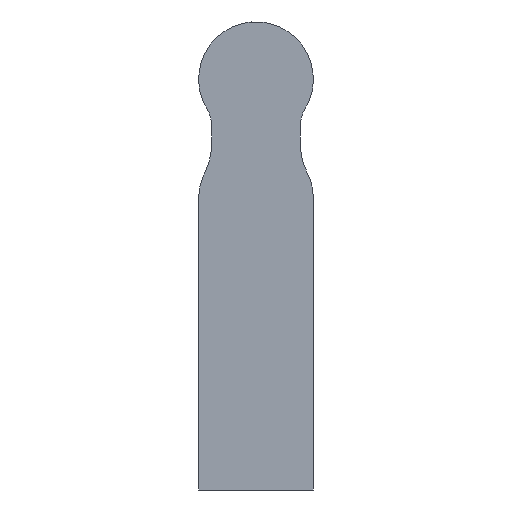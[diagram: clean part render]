
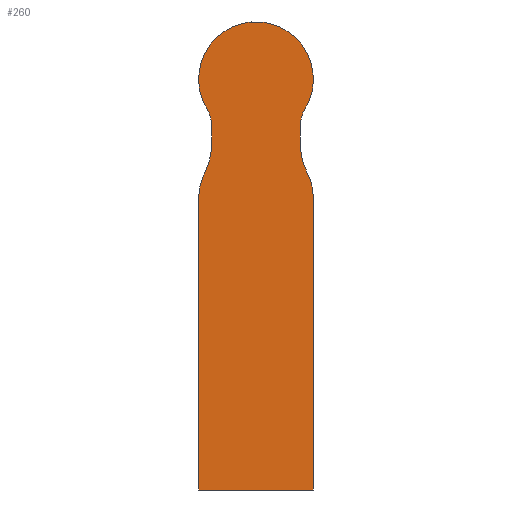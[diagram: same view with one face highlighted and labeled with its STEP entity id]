
A CAD part, left-side view. The second image highlights one B-rep face of the part: STEP entity #260.
In plain terms, the highlighted planar face has unit normal (-1, 0, 0).
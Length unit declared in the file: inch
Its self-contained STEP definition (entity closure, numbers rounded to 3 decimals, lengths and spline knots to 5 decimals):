
#29=CIRCLE('',#275,0.1225);
#30=CIRCLE('',#277,0.125);
#31=CIRCLE('',#280,0.0625);
#32=CIRCLE('',#282,0.1225);
#33=CIRCLE('',#284,0.0625);
#34=CIRCLE('',#287,0.125);
#35=CIRCLE('',#289,0.1225);
#49=FACE_OUTER_BOUND('',#63,.T.);
#63=EDGE_LOOP('',(#228,#229,#230,#231,#232,#233,#234,#235,#236,#237,#238,
#239));
#67=LINE('',#380,#89);
#70=LINE('',#386,#92);
#74=LINE('',#409,#96);
#78=LINE('',#421,#100);
#83=LINE('',#437,#105);
#89=VECTOR('',#298,0.3937);
#92=VECTOR('',#303,0.3937);
#96=VECTOR('',#325,0.3937);
#100=VECTOR('',#339,0.3937);
#105=VECTOR('',#358,0.3937);
#109=VERTEX_POINT('',#374);
#111=VERTEX_POINT('',#378);
#113=VERTEX_POINT('',#384);
#123=VERTEX_POINT('',#408);
#124=VERTEX_POINT('',#412);
#125=VERTEX_POINT('',#416);
#126=VERTEX_POINT('',#420);
#127=VERTEX_POINT('',#424);
#128=VERTEX_POINT('',#428);
#129=VERTEX_POINT('',#432);
#130=VERTEX_POINT('',#436);
#131=VERTEX_POINT('',#440);
#135=EDGE_CURVE('',#109,#111,#67,.T.);
#138=EDGE_CURVE('',#111,#113,#70,.T.);
#149=EDGE_CURVE('',#123,#109,#74,.T.);
#151=EDGE_CURVE('',#124,#123,#29,.T.);
#153=EDGE_CURVE('',#125,#124,#30,.T.);
#155=EDGE_CURVE('',#126,#125,#78,.T.);
#157=EDGE_CURVE('',#127,#126,#31,.T.);
#159=EDGE_CURVE('',#128,#127,#32,.T.);
#161=EDGE_CURVE('',#129,#128,#33,.T.);
#163=EDGE_CURVE('',#130,#129,#83,.T.);
#165=EDGE_CURVE('',#131,#130,#34,.T.);
#167=EDGE_CURVE('',#113,#131,#35,.T.);
#228=ORIENTED_EDGE('',*,*,#135,.T.);
#229=ORIENTED_EDGE('',*,*,#138,.T.);
#230=ORIENTED_EDGE('',*,*,#167,.T.);
#231=ORIENTED_EDGE('',*,*,#165,.T.);
#232=ORIENTED_EDGE('',*,*,#163,.T.);
#233=ORIENTED_EDGE('',*,*,#161,.T.);
#234=ORIENTED_EDGE('',*,*,#159,.T.);
#235=ORIENTED_EDGE('',*,*,#157,.T.);
#236=ORIENTED_EDGE('',*,*,#155,.T.);
#237=ORIENTED_EDGE('',*,*,#153,.T.);
#238=ORIENTED_EDGE('',*,*,#151,.T.);
#239=ORIENTED_EDGE('',*,*,#149,.T.);
#246=PLANE('',#290);
#260=ADVANCED_FACE('',(#49),#246,.F.);
#275=AXIS2_PLACEMENT_3D('',#413,#329,#330);
#277=AXIS2_PLACEMENT_3D('',#417,#334,#335);
#280=AXIS2_PLACEMENT_3D('',#425,#343,#344);
#282=AXIS2_PLACEMENT_3D('',#429,#348,#349);
#284=AXIS2_PLACEMENT_3D('',#433,#353,#354);
#287=AXIS2_PLACEMENT_3D('',#441,#362,#363);
#289=AXIS2_PLACEMENT_3D('',#444,#367,#368);
#290=AXIS2_PLACEMENT_3D('',#445,#369,#370);
#298=DIRECTION('',(0.,-1.,0.));
#303=DIRECTION('',(0.,0.,1.));
#325=DIRECTION('',(0.,0.,-1.));
#329=DIRECTION('center_axis',(-1.,0.,0.));
#330=DIRECTION('ref_axis',(0.,1.,0.));
#334=DIRECTION('center_axis',(1.,0.,0.));
#335=DIRECTION('ref_axis',(0.,-1.,0.));
#339=DIRECTION('',(0.,0.,-1.));
#343=DIRECTION('center_axis',(1.,0.,0.));
#344=DIRECTION('ref_axis',(0.,-0.851,0.525));
#348=DIRECTION('center_axis',(-1.,0.,0.));
#349=DIRECTION('ref_axis',(0.,0.851,-0.525));
#353=DIRECTION('center_axis',(1.,0.,0.));
#354=DIRECTION('ref_axis',(0.,1.,0.));
#358=DIRECTION('',(0.,0.,1.));
#362=DIRECTION('center_axis',(1.,0.,0.));
#363=DIRECTION('ref_axis',(0.,0.889,-0.458));
#367=DIRECTION('center_axis',(-1.,0.,0.));
#368=DIRECTION('ref_axis',(0.,-0.889,0.458));
#369=DIRECTION('center_axis',(1.,0.,0.));
#370=DIRECTION('ref_axis',(0.,0.,1.));
#374=CARTESIAN_POINT('',(-3.,0.1225,1.3475));
#378=CARTESIAN_POINT('',(-3.,-0.1225,1.3475));
#380=CARTESIAN_POINT('',(-3.,-1.5,1.3475));
#384=CARTESIAN_POINT('',(-3.,-0.1225,1.97038));
#386=CARTESIAN_POINT('',(-3.,-0.1225,1.97038));
#408=CARTESIAN_POINT('',(-3.,0.1225,1.97038));
#409=CARTESIAN_POINT('',(-3.,0.1225,-1.9));
#412=CARTESIAN_POINT('',(-3.,0.10862,2.02701));
#413=CARTESIAN_POINT('Origin',(-3.,0.,1.97038));
#416=CARTESIAN_POINT('',(-3.,0.095,2.08376));
#417=CARTESIAN_POINT('Origin',(-3.,0.22,2.08376));
#420=CARTESIAN_POINT('',(-3.,0.095,2.12795));
#421=CARTESIAN_POINT('',(-3.,0.095,2.08376));
#424=CARTESIAN_POINT('',(-3.,0.10429,2.16074));
#425=CARTESIAN_POINT('Origin',(-3.,0.1575,2.12795));
#428=CARTESIAN_POINT('',(-3.,-0.10429,2.16074));
#429=CARTESIAN_POINT('Origin',(-3.,0.,
2.225));
#432=CARTESIAN_POINT('',(-3.,-0.095,2.12795));
#433=CARTESIAN_POINT('Origin',(-3.,-0.1575,2.12795));
#436=CARTESIAN_POINT('',(-3.,-0.095,2.08376));
#437=CARTESIAN_POINT('',(-3.,-0.095,2.12795));
#440=CARTESIAN_POINT('',(-3.,-0.10889,2.0265));
#441=CARTESIAN_POINT('Origin',(-3.,-0.22,2.08376));
#444=CARTESIAN_POINT('Origin',(-3.,0.,1.97038));
#445=CARTESIAN_POINT('Origin',(-3.,0.,0.22375));
